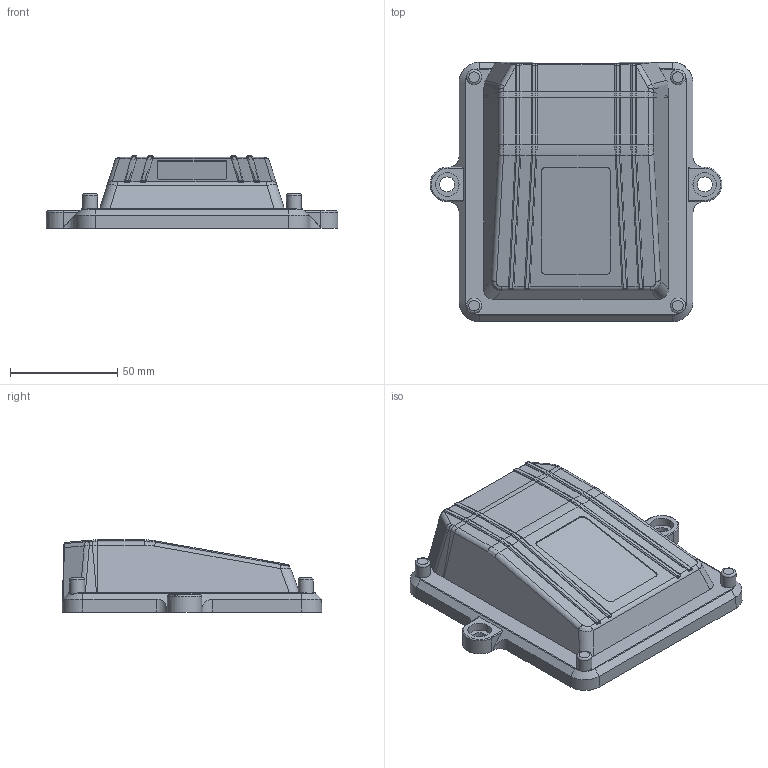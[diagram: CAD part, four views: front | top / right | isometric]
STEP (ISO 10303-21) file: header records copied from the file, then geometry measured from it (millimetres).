
FILE_DESCRIPTION(('FreeCAD Model'),'2;1');
FILE_NAME('Open CASCADE Shape Model','2024-03-14T08:55:48',(''),(''), 'Open CASCADE STEP processor 7.6','FreeCAD','Unknown');
FILE_SCHEMA(('AUTOMOTIVE_DESIGN { 1 0 10303 214 1 1 1 1 }'));
Length unit declared in the file: millimetre
Products named in the file (1): Admi14B04CF0ljq3
Bounding box: 135.99 x 121 x 33.7 mm (x, y, z)
Volume: 42166.7 mm3; surface area: 46881.1 mm2
Topology: 1 solids, 1 shells, 398 faces, 1034 edges, 651 vertices
Faces by surface type: cylinder 168, plane 158, bspline 28, torus 24, sphere 16, cone 4
Full cylindrical faces by diameter (mm): 2 x4, 4 x4, 7 x6, 11 x2
Entity records: 12937 total; most frequent: CARTESIAN_POINT 3174, ORIENTED_EDGE 2068, DIRECTION 2064, EDGE_CURVE 1034, AXIS2_PLACEMENT_3D 776, VERTEX_POINT 651, LINE 512, VECTOR 512
